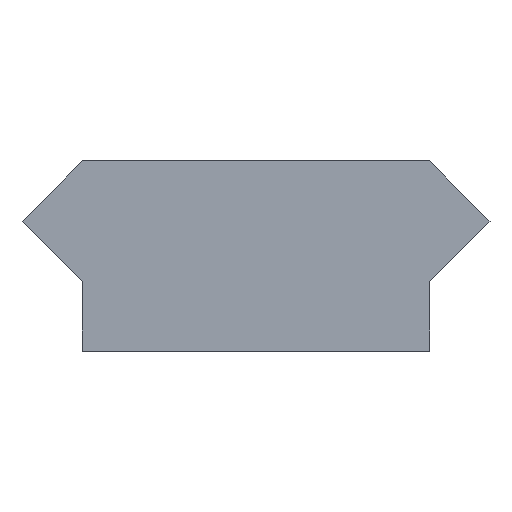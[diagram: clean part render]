
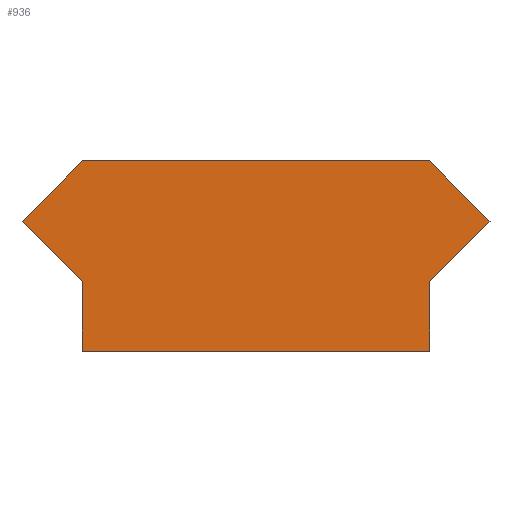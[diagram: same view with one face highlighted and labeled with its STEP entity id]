
A CAD part, front view. The second image highlights one B-rep face of the part: STEP entity #936.
In plain terms, the highlighted planar face has unit normal (0, -1, 0).
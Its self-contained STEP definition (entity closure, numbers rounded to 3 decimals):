
#43=PLANE('',#1005);
#90=FACE_OUTER_BOUND('',#140,.T.);
#140=EDGE_LOOP('',(#787,#788,#789,#790,#791,#792,#793,#794));
#235=LINE('',#1419,#359);
#241=LINE('',#1430,#365);
#256=LINE('',#1462,#380);
#257=LINE('',#1464,#381);
#258=LINE('',#1466,#382);
#259=LINE('',#1468,#383);
#260=LINE('',#1469,#384);
#261=LINE('',#1470,#385);
#359=VECTOR('',#1151,10.);
#365=VECTOR('',#1159,10.);
#380=VECTOR('',#1186,10.);
#381=VECTOR('',#1187,10.);
#382=VECTOR('',#1188,10.);
#383=VECTOR('',#1189,10.);
#384=VECTOR('',#1190,10.);
#385=VECTOR('',#1191,10.);
#478=VERTEX_POINT('',#1416);
#479=VERTEX_POINT('',#1418);
#483=VERTEX_POINT('',#1429);
#493=VERTEX_POINT('',#1460);
#494=VERTEX_POINT('',#1461);
#495=VERTEX_POINT('',#1463);
#496=VERTEX_POINT('',#1465);
#497=VERTEX_POINT('',#1467);
#585=EDGE_CURVE('',#478,#479,#235,.T.);
#591=EDGE_CURVE('',#479,#483,#241,.T.);
#607=EDGE_CURVE('',#493,#494,#256,.T.);
#608=EDGE_CURVE('',#495,#493,#257,.T.);
#609=EDGE_CURVE('',#496,#495,#258,.T.);
#610=EDGE_CURVE('',#497,#496,#259,.T.);
#611=EDGE_CURVE('',#483,#497,#260,.T.);
#612=EDGE_CURVE('',#494,#478,#261,.T.);
#787=ORIENTED_EDGE('',*,*,#607,.F.);
#788=ORIENTED_EDGE('',*,*,#608,.F.);
#789=ORIENTED_EDGE('',*,*,#609,.F.);
#790=ORIENTED_EDGE('',*,*,#610,.F.);
#791=ORIENTED_EDGE('',*,*,#611,.F.);
#792=ORIENTED_EDGE('',*,*,#591,.F.);
#793=ORIENTED_EDGE('',*,*,#585,.F.);
#794=ORIENTED_EDGE('',*,*,#612,.F.);
#936=ADVANCED_FACE('',(#90),#43,.F.);
#1005=AXIS2_PLACEMENT_3D('',#1459,#1184,#1185);
#1151=DIRECTION('',(-0.707,0.,-0.707));
#1159=DIRECTION('',(0.,0.,-1.));
#1184=DIRECTION('center_axis',(0.,1.,0.));
#1185=DIRECTION('ref_axis',(-1.,0.,0.));
#1186=DIRECTION('',(1.,0.,0.));
#1187=DIRECTION('',(0.707,0.,0.707));
#1188=DIRECTION('',(-0.707,0.,0.707));
#1189=DIRECTION('',(0.,0.,1.));
#1190=DIRECTION('',(-1.,0.,0.));
#1191=DIRECTION('',(0.707,0.,-0.707));
#1416=CARTESIAN_POINT('',(38.319,-207.292,12.604));
#1418=CARTESIAN_POINT('',(35.569,-207.292,9.854));
#1419=CARTESIAN_POINT('',(40.684,-207.292,14.968));
#1429=CARTESIAN_POINT('',(35.569,-207.292,6.696));
#1430=CARTESIAN_POINT('',(35.569,-207.292,13.104));
#1459=CARTESIAN_POINT('Origin',(48.326,-207.292,12.054));
#1460=CARTESIAN_POINT('',(19.769,-207.292,15.354));
#1461=CARTESIAN_POINT('',(35.569,-207.292,15.354));
#1462=CARTESIAN_POINT('',(22.769,-207.292,15.354));
#1463=CARTESIAN_POINT('',(17.019,-207.292,12.604));
#1464=CARTESIAN_POINT('',(24.709,-207.292,20.293));
#1465=CARTESIAN_POINT('',(19.769,-207.292,9.854));
#1466=CARTESIAN_POINT('',(24.984,-207.292,4.64));
#1467=CARTESIAN_POINT('',(19.769,-207.292,6.696));
#1468=CARTESIAN_POINT('',(19.769,-207.292,8.354));
#1469=CARTESIAN_POINT('',(27.669,-207.292,6.696));
#1470=CARTESIAN_POINT('',(39.584,-207.292,11.34));
